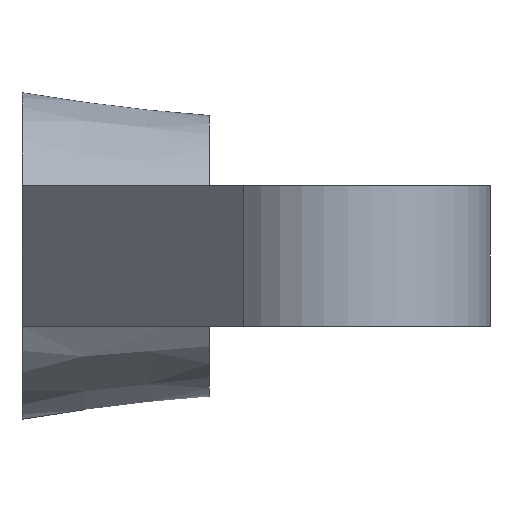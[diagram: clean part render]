
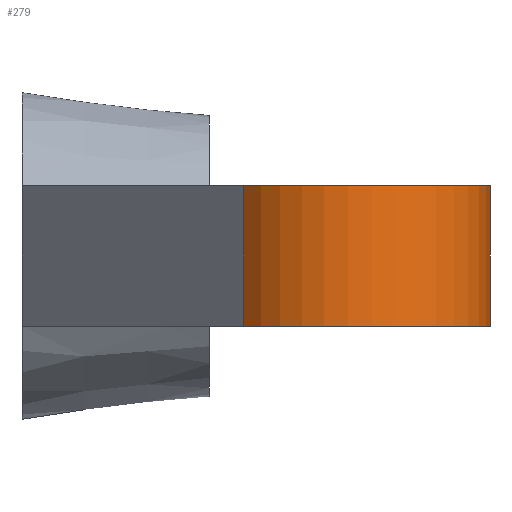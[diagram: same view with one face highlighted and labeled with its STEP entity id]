
A CAD part, front view. The second image highlights one B-rep face of the part: STEP entity #279.
In plain terms, the highlighted cylindrical face has radius 3 mm (diameter 6 mm), a partial arc.
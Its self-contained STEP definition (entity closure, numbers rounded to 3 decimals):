
#36=CYLINDRICAL_SURFACE('',#324,3.);
#44=FACE_OUTER_BOUND('',#61,.T.);
#61=EDGE_LOOP('',(#223,#224,#225,#226));
#83=LINE('',#474,#103);
#85=LINE('',#478,#105);
#103=VECTOR('',#382,10.);
#105=VECTOR('',#386,10.);
#118=CIRCLE('',#319,3.);
#119=CIRCLE('',#325,3.);
#137=VERTEX_POINT('',#462);
#138=VERTEX_POINT('',#464);
#141=VERTEX_POINT('',#472);
#142=VERTEX_POINT('',#476);
#166=EDGE_CURVE('',#137,#138,#118,.T.);
#171=EDGE_CURVE('',#137,#141,#83,.T.);
#173=EDGE_CURVE('',#138,#142,#85,.T.);
#174=EDGE_CURVE('',#142,#141,#119,.T.);
#223=ORIENTED_EDGE('',*,*,#174,.F.);
#224=ORIENTED_EDGE('',*,*,#173,.F.);
#225=ORIENTED_EDGE('',*,*,#166,.F.);
#226=ORIENTED_EDGE('',*,*,#171,.T.);
#279=ADVANCED_FACE('',(#44),#36,.T.);
#319=AXIS2_PLACEMENT_3D('',#465,#372,#373);
#324=AXIS2_PLACEMENT_3D('',#479,#387,#388);
#325=AXIS2_PLACEMENT_3D('',#480,#389,#390);
#372=DIRECTION('center_axis',(0.,0.,-1.));
#373=DIRECTION('ref_axis',(0.28,0.96,0.));
#382=DIRECTION('',(0.,0.,1.));
#386=DIRECTION('',(0.,0.,1.));
#387=DIRECTION('center_axis',(0.,0.,-1.));
#388=DIRECTION('ref_axis',(0.842,-0.54,0.));
#389=DIRECTION('center_axis',(0.,0.,1.));
#390=DIRECTION('ref_axis',(0.28,0.96,0.));
#462=CARTESIAN_POINT('',(7.84,-4.12,-1.5));
#464=CARTESIAN_POINT('',(4.732,-8.964,-1.5));
#465=CARTESIAN_POINT('Origin',(7.,-7.,-1.5));
#472=CARTESIAN_POINT('',(7.84,-4.12,1.5));
#474=CARTESIAN_POINT('',(7.84,-4.12,0.));
#476=CARTESIAN_POINT('',(4.732,-8.964,1.5));
#478=CARTESIAN_POINT('',(4.732,-8.964,0.));
#479=CARTESIAN_POINT('Origin',(7.,-7.,0.));
#480=CARTESIAN_POINT('Origin',(7.,-7.,1.5));
